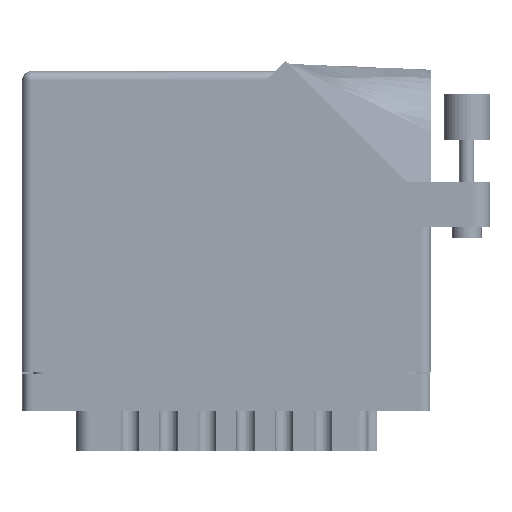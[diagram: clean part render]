
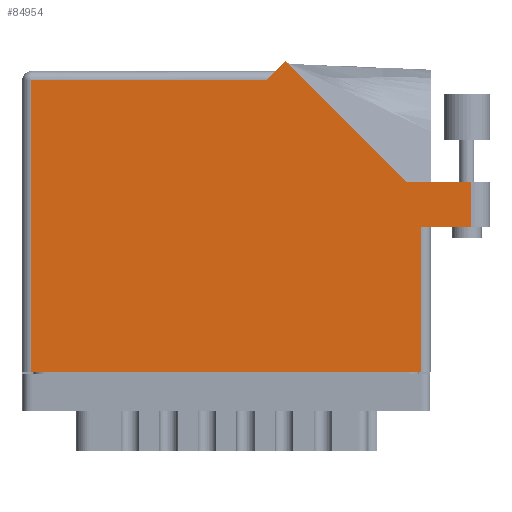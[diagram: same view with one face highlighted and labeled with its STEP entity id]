
A CAD part, front view. The second image highlights one B-rep face of the part: STEP entity #84954.
In plain terms, the highlighted face is planar.
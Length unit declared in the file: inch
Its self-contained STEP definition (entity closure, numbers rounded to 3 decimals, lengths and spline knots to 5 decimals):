
#1727 = ORIENTED_EDGE ( 'NONE', *, *, #30539, .T. ) ;
#3051 = CARTESIAN_POINT ( 'NONE',  ( 2.693, 0.98, 0. ) ) ;
#4672 = CARTESIAN_POINT ( 'NONE',  ( 0., 2.03, 0. ) ) ;
#5110 = VECTOR ( 'NONE', #33750, 39.37008 ) ;
#7017 = DIRECTION ( 'NONE',  ( 1., 0., 0. ) ) ;
#16084 = CARTESIAN_POINT ( 'NONE',  ( 1.643, 1.968, 0. ) ) ;
#16141 = VECTOR ( 'NONE', #86824, 39.37008 ) ;
#16633 = LINE ( 'NONE', #69649, #93638 ) ;
#18089 = ORIENTED_EDGE ( 'NONE', *, *, #41810, .T. ) ;
#18157 = LINE ( 'NONE', #48907, #31019 ) ;
#18441 = DIRECTION ( 'NONE',  ( 0., 1., 0. ) ) ;
#24057 = VERTEX_POINT ( 'NONE', #88755 ) ;
#25545 = EDGE_CURVE ( 'NONE', #27279, #80116, #36504, .T. ) ;
#27279 = VERTEX_POINT ( 'NONE', #40745 ) ;
#27763 = DIRECTION ( 'NONE',  ( 0., 0., -1. ) ) ;
#29271 = EDGE_CURVE ( 'NONE', #34182, #41189, #69662, .T. ) ;
#30539 = EDGE_CURVE ( 'NONE', #41835, #33710, #41404, .T. ) ;
#31019 = VECTOR ( 'NONE', #93921, 39.37008 ) ;
#31407 = DIRECTION ( 'NONE',  ( -1., 0., 0. ) ) ;
#31722 = EDGE_CURVE ( 'NONE', #33710, #44963, #18157, .T. ) ;
#32811 = ORIENTED_EDGE ( 'NONE', *, *, #29271, .T. ) ;
#33710 = VERTEX_POINT ( 'NONE', #94006 ) ;
#33750 = DIRECTION ( 'NONE',  ( -1., 0., 0. ) ) ;
#34182 = VERTEX_POINT ( 'NONE', #3051 ) ;
#36249 = EDGE_CURVE ( 'NONE', #24057, #34182, #67411, .T. ) ;
#36504 = LINE ( 'NONE', #48545, #37635 ) ;
#37635 = VECTOR ( 'NONE', #63247, 39.37008 ) ;
#38228 = VECTOR ( 'NONE', #58122, 39.37008 ) ;
#40745 = CARTESIAN_POINT ( 'NONE',  ( 0.062, 1.968, 0. ) ) ;
#41189 = VERTEX_POINT ( 'NONE', #90345 ) ;
#41236 = CARTESIAN_POINT ( 'NONE',  ( 3.03, 1.287, 0. ) ) ;
#41404 = LINE ( 'NONE', #82555, #70625 ) ;
#41810 = EDGE_CURVE ( 'NONE', #80116, #24057, #49679, .T. ) ;
#41835 = VERTEX_POINT ( 'NONE', #75384 ) ;
#44963 = VERTEX_POINT ( 'NONE', #85885 ) ;
#46626 = EDGE_CURVE ( 'NONE', #41189, #41835, #57546, .T. ) ;
#47482 = ORIENTED_EDGE ( 'NONE', *, *, #25545, .T. ) ;
#48388 = ORIENTED_EDGE ( 'NONE', *, *, #95677, .T. ) ;
#48545 = CARTESIAN_POINT ( 'NONE',  ( 0.062, 0., 0. ) ) ;
#48907 = CARTESIAN_POINT ( 'NONE',  ( 2.58942, 1.287, 0. ) ) ;
#49679 = LINE ( 'NONE', #75069, #78842 ) ;
#50646 = CARTESIAN_POINT ( 'NONE',  ( 2.755, 0.98, 0. ) ) ;
#54427 = ORIENTED_EDGE ( 'NONE', *, *, #31722, .T. ) ;
#56421 = PLANE ( 'NONE',  #62000 ) ;
#57523 = LINE ( 'NONE', #62767, #5110 ) ;
#57546 = LINE ( 'NONE', #41236, #58743 ) ;
#58122 = DIRECTION ( 'NONE',  ( 1., 0., 0. ) ) ;
#58743 = VECTOR ( 'NONE', #18441, 39.37008 ) ;
#60460 = ORIENTED_EDGE ( 'NONE', *, *, #46626, .T. ) ;
#62000 = AXIS2_PLACEMENT_3D ( 'NONE', #4672, #27763, #94594 ) ;
#62767 = CARTESIAN_POINT ( 'NONE',  ( 0., 1.968, 0. ) ) ;
#63247 = DIRECTION ( 'NONE',  ( 0., -1., 0. ) ) ;
#63386 = EDGE_CURVE ( 'NONE', #44963, #83741, #16633, .T. ) ;
#67411 = LINE ( 'NONE', #72485, #16141 ) ;
#68694 = EDGE_LOOP ( 'NONE', ( #32811, #60460, #1727, #54427, #91371, #48388, #47482, #18089, #80336 ) ) ;
#69649 = CARTESIAN_POINT ( 'NONE',  ( 1.705, 2.03, 0. ) ) ;
#69662 = LINE ( 'NONE', #50646, #38228 ) ;
#70625 = VECTOR ( 'NONE', #31407, 39.37008 ) ;
#72485 = CARTESIAN_POINT ( 'NONE',  ( 2.693, 0.98, 0. ) ) ;
#75069 = CARTESIAN_POINT ( 'NONE',  ( 0., 0., 0. ) ) ;
#75384 = CARTESIAN_POINT ( 'NONE',  ( 3.03, 1.287, 0. ) ) ;
#75875 = DIRECTION ( 'NONE',  ( -0.707, -0.707, 0. ) ) ;
#78842 = VECTOR ( 'NONE', #7017, 39.37008 ) ;
#79238 = CARTESIAN_POINT ( 'NONE',  ( 0.062, 0., 0. ) ) ;
#80116 = VERTEX_POINT ( 'NONE', #79238 ) ;
#80336 = ORIENTED_EDGE ( 'NONE', *, *, #36249, .T. ) ;
#82555 = CARTESIAN_POINT ( 'NONE',  ( 3.155, 1.287, 0. ) ) ;
#83741 = VERTEX_POINT ( 'NONE', #16084 ) ;
#84954 = ADVANCED_FACE ( 'NONE', ( #91777 ), #56421, .F. ) ;
#85885 = CARTESIAN_POINT ( 'NONE',  ( 1.77571, 2.10071, 0. ) ) ;
#86824 = DIRECTION ( 'NONE',  ( 0., 1., 0. ) ) ;
#88755 = CARTESIAN_POINT ( 'NONE',  ( 2.693, 0., 0. ) ) ;
#90345 = CARTESIAN_POINT ( 'NONE',  ( 3.03, 0.98, 0. ) ) ;
#91371 = ORIENTED_EDGE ( 'NONE', *, *, #63386, .T. ) ;
#91777 = FACE_OUTER_BOUND ( 'NONE', #68694, .T. ) ;
#93638 = VECTOR ( 'NONE', #75875, 39.37008 ) ;
#93921 = DIRECTION ( 'NONE',  ( -0.707, 0.707, 0. ) ) ;
#94006 = CARTESIAN_POINT ( 'NONE',  ( 2.58942, 1.287, 0. ) ) ;
#94594 = DIRECTION ( 'NONE',  ( -1., 0., 0. ) ) ;
#95677 = EDGE_CURVE ( 'NONE', #83741, #27279, #57523, .T. ) ;
